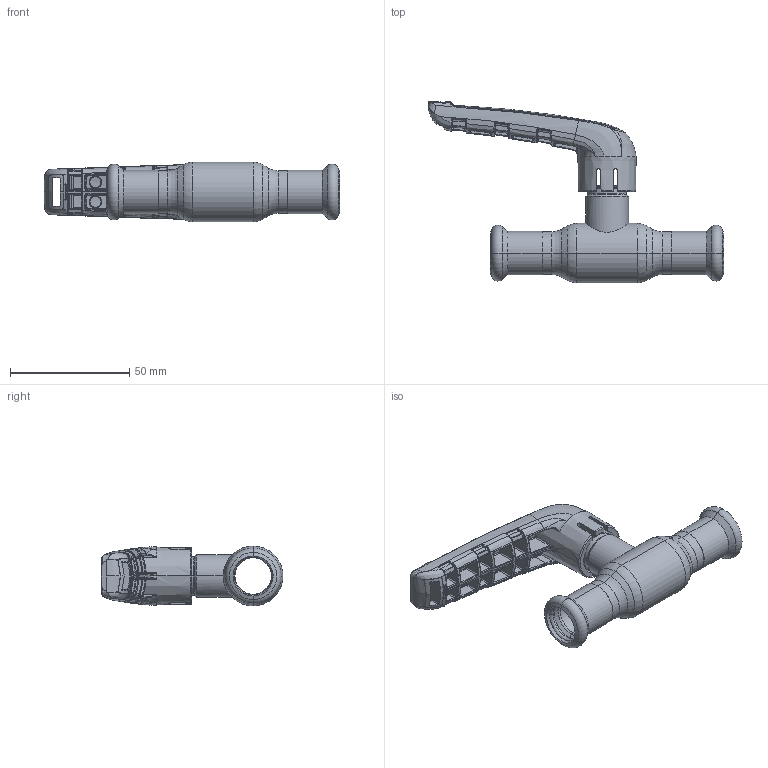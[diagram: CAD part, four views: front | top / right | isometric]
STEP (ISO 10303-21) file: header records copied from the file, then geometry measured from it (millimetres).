
FILE_DESCRIPTION (( 'STEP AP214' ), '1' );
FILE_NAME ('2010000100-xxxx.step', '2019-05-09T11:01:26', ( '' ), ( '' ), 'SwSTEP 2.0', 'SolidWorks 2017', '' );
FILE_SCHEMA (( 'AUTOMOTIVE_DESIGN' ));
Length unit declared in the file: millimetre
Products named in the file (1): 2010000100-xxxx
Bounding box: 123.58 x 76.18 x 25 mm (x, y, z)
Surface area: 20651.8 mm2 (no closed solid volume)
Topology: 0 solids, 10 shells, 817 faces, 2512 edges, 1598 vertices
Faces by surface type: bspline 672, plane 51, cylinder 36, cone 33, torus 25
Entity records: 70169 total; most frequent: CARTESIAN_POINT 45065, ORIENTED_EDGE 4244, EDGE_CURVE 2484, B_SPLINE_CURVE_WITH_KNOTS 1746, VERTEX_POINT 1598, DIRECTION 1591, EDGE_LOOP 838, UNCERTAINTY_MEASURE_WITH_UNIT 819
